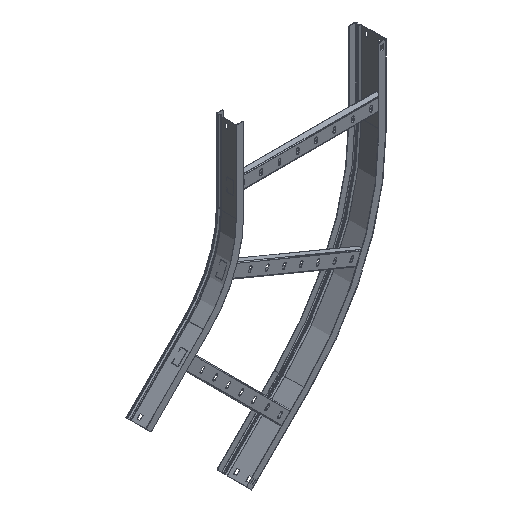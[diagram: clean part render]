
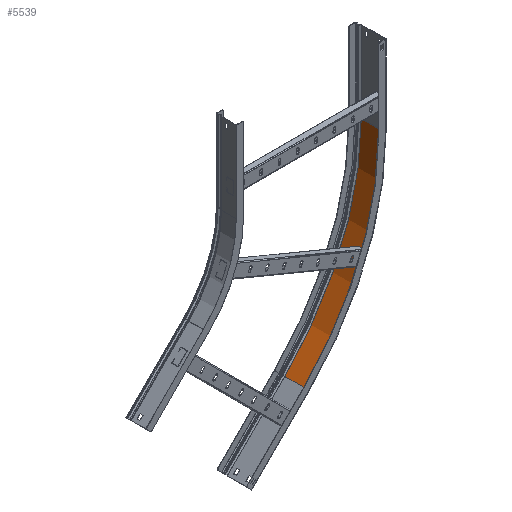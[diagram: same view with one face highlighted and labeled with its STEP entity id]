
A CAD part, isometric view. The second image highlights one B-rep face of the part: STEP entity #5539.
In plain terms, the highlighted cylindrical face has radius 698.8 mm (diameter 1397.6 mm), a partial arc.
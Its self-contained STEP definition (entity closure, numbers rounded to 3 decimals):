
#273 = DIRECTION ( 'NONE',  ( 0., 0., 1. ) ) ;
#640 = CARTESIAN_POINT ( 'NONE',  ( 698.8, 0., 0. ) ) ;
#763 = VERTEX_POINT ( 'NONE', #1485 ) ;
#972 = CARTESIAN_POINT ( 'NONE',  ( 0., 1.2, 0. ) ) ;
#1393 = VECTOR ( 'NONE', #1796, 1000. ) ;
#1483 = CIRCLE ( 'NONE', #4564, 698.8 ) ;
#1485 = CARTESIAN_POINT ( 'NONE',  ( 494.126, 1.2, -494.126 ) ) ;
#1796 = DIRECTION ( 'NONE',  ( 0., 1., 0. ) ) ;
#2279 = CARTESIAN_POINT ( 'NONE',  ( 0., 0., 0. ) ) ;
#2662 = ORIENTED_EDGE ( 'NONE', *, *, #6242, .F. ) ;
#3253 = CARTESIAN_POINT ( 'NONE',  ( 698.8, 64.965, 0. ) ) ;
#3389 = ORIENTED_EDGE ( 'NONE', *, *, #3969, .F. ) ;
#3471 = EDGE_LOOP ( 'NONE', ( #7064, #2662, #3389, #5173 ) ) ;
#3714 = DIRECTION ( 'NONE',  ( 0., 1., 0. ) ) ;
#3969 = EDGE_CURVE ( 'NONE', #763, #6518, #7894, .T. ) ;
#4199 = AXIS2_PLACEMENT_3D ( 'NONE', #2279, #6481, #6562 ) ;
#4564 = AXIS2_PLACEMENT_3D ( 'NONE', #972, #6464, #273 ) ;
#4983 = FACE_OUTER_BOUND ( 'NONE', #3471, .T. ) ;
#5173 = ORIENTED_EDGE ( 'NONE', *, *, #6707, .T. ) ;
#5174 = CARTESIAN_POINT ( 'NONE',  ( 494.126, 64.965, -494.126 ) ) ;
#5539 = ADVANCED_FACE ( 'NONE', ( #4983 ), #6420, .F. ) ;
#5735 = LINE ( 'NONE', #640, #1393 ) ;
#5961 = CARTESIAN_POINT ( 'NONE',  ( 698.8, 1.2, 0. ) ) ;
#6056 = CARTESIAN_POINT ( 'NONE',  ( 0., 64.965, 0. ) ) ;
#6242 = EDGE_CURVE ( 'NONE', #6518, #6488, #6804, .T. ) ;
#6420 = CYLINDRICAL_SURFACE ( 'NONE', #4199, 698.8 ) ;
#6455 = VECTOR ( 'NONE', #3714, 1000. ) ;
#6464 = DIRECTION ( 'NONE',  ( 0., -1., 0. ) ) ;
#6481 = DIRECTION ( 'NONE',  ( 0., 1., 0. ) ) ;
#6488 = VERTEX_POINT ( 'NONE', #3253 ) ;
#6518 = VERTEX_POINT ( 'NONE', #5174 ) ;
#6562 = DIRECTION ( 'NONE',  ( 0., 0., 1. ) ) ;
#6707 = EDGE_CURVE ( 'NONE', #763, #7815, #1483, .T. ) ;
#6804 = CIRCLE ( 'NONE', #7609, 698.8 ) ;
#6959 = EDGE_CURVE ( 'NONE', #7815, #6488, #5735, .T. ) ;
#7064 = ORIENTED_EDGE ( 'NONE', *, *, #6959, .T. ) ;
#7386 = CARTESIAN_POINT ( 'NONE',  ( 494.126, 2.2, -494.126 ) ) ;
#7609 = AXIS2_PLACEMENT_3D ( 'NONE', #6056, #7864, #7891 ) ;
#7815 = VERTEX_POINT ( 'NONE', #5961 ) ;
#7864 = DIRECTION ( 'NONE',  ( 0., -1., 0. ) ) ;
#7891 = DIRECTION ( 'NONE',  ( 0., 0., -1. ) ) ;
#7894 = LINE ( 'NONE', #7386, #6455 ) ;
